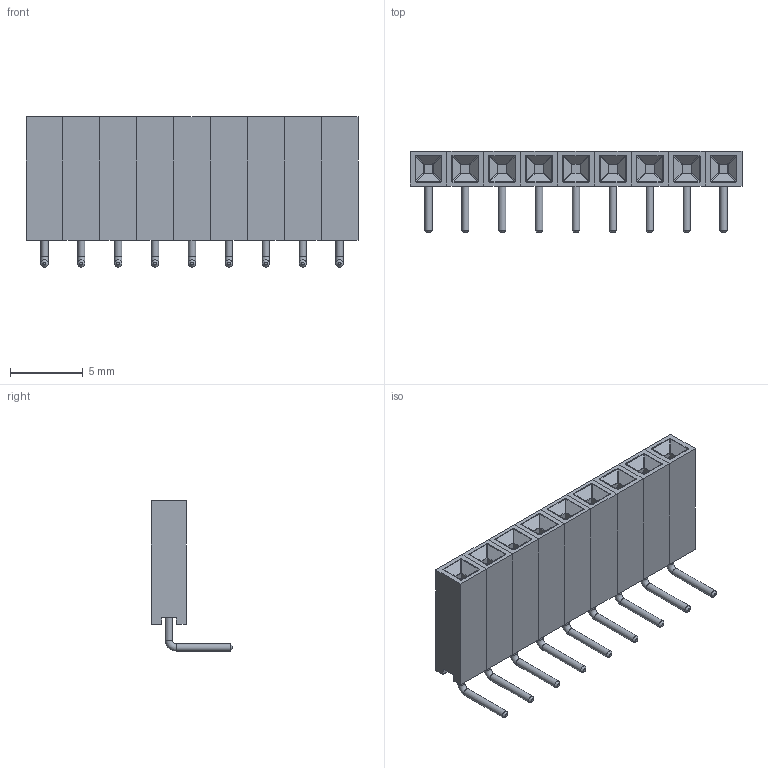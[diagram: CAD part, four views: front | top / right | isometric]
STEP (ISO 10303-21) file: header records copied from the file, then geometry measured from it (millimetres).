
FILE_DESCRIPTION(/* description */ (''),/* implementation_level */ '2;1');
FILE_NAME(/* name */ 'Header THT female 1x9 RA.step',/* time_stamp */ '2019-04-30T16:10:27+02:00',/* author */ (''),/* organization */ (''),/* preprocessor_version */ 'ST-DEVELOPER v18',/* originating_system */ 'Autodesk Translation Framework v8.2.0.1029',/* authorisation */ '');
FILE_SCHEMA (('AUTOMOTIVE_DESIGN { 1 0 10303 214 3 1 1 }'));
Length unit declared in the file: millimetre
Products named in the file (1): (Nicht gespeichert)
Bounding box: 22.86 x 5.6 x 10.35 mm (x, y, z)
Volume: 438.4 mm3; surface area: 1102.6 mm2
Topology: 9 solids, 9 shells, 504 faces, 1179 edges, 711 vertices
Faces by surface type: plane 216, cylinder 162, bspline 108, cone 9, torus 9
Full cylindrical faces by diameter (mm): 0.5 x18
Entity records: 16468 total; most frequent: CARTESIAN_POINT 4843, DIRECTION 2441, ORIENTED_EDGE 2358, EDGE_CURVE 1179, AXIS2_PLACEMENT_3D 901, VERTEX_POINT 711, LINE 639, VECTOR 639
